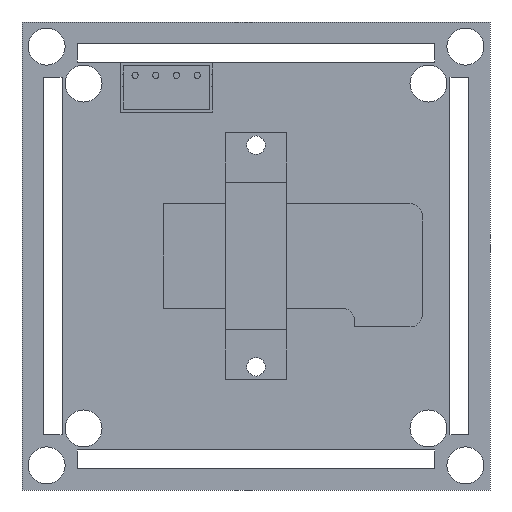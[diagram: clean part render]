
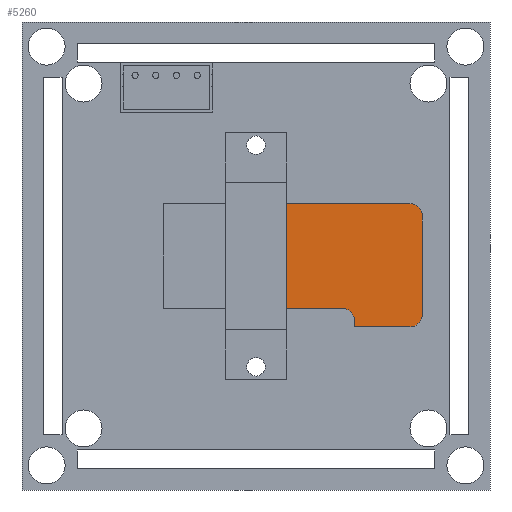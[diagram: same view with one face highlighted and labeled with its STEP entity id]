
A CAD part, front view. The second image highlights one B-rep face of the part: STEP entity #5260.
In plain terms, the highlighted planar face has unit normal (0, -1, 0).
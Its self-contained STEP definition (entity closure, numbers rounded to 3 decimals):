
#14 = EDGE_CURVE ( 'NONE', #194, #3649, #5257, .T. ) ;
#67 = ORIENTED_EDGE ( 'NONE', *, *, #14, .T. ) ;
#194 = VERTEX_POINT ( 'NONE', #228 ) ;
#219 = DIRECTION ( 'NONE',  ( 0., 1., 0. ) ) ;
#225 = CARTESIAN_POINT ( 'NONE',  ( 0., -2., 0. ) ) ;
#228 = CARTESIAN_POINT ( 'NONE',  ( 8., -2., -5.25 ) ) ;
#380 = CARTESIAN_POINT ( 'NONE',  ( 13.5, -2., 4.25 ) ) ;
#420 = DIRECTION ( 'NONE',  ( 0., 0., 1. ) ) ;
#574 = CARTESIAN_POINT ( 'NONE',  ( 13.5, -2., 3.25 ) ) ;
#687 = VECTOR ( 'NONE', #2179, 1000. ) ;
#692 = CIRCLE ( 'NONE', #1436, 1. ) ;
#722 = VECTOR ( 'NONE', #757, 1000. ) ;
#744 = EDGE_CURVE ( 'NONE', #3739, #3002, #1835, .T. ) ;
#757 = DIRECTION ( 'NONE',  ( 1., 0., 0. ) ) ;
#806 = LINE ( 'NONE', #2454, #687 ) ;
#880 = VERTEX_POINT ( 'NONE', #4385 ) ;
#953 = EDGE_CURVE ( 'NONE', #880, #3060, #1945, .T. ) ;
#967 = CARTESIAN_POINT ( 'NONE',  ( 12.5, -2., -4.75 ) ) ;
#1030 = CARTESIAN_POINT ( 'NONE',  ( 2.5, -2., 4.25 ) ) ;
#1031 = EDGE_CURVE ( 'NONE', #3002, #4229, #4080, .T. ) ;
#1077 = EDGE_CURVE ( 'NONE', #4229, #3060, #1324, .T. ) ;
#1110 = CARTESIAN_POINT ( 'NONE',  ( 12.5, -2., -5.75 ) ) ;
#1113 = CARTESIAN_POINT ( 'NONE',  ( 2.5, -2., 6. ) ) ;
#1258 = VECTOR ( 'NONE', #3562, 1000. ) ;
#1307 = ORIENTED_EDGE ( 'NONE', *, *, #1031, .T. ) ;
#1324 = LINE ( 'NONE', #380, #2526 ) ;
#1436 = AXIS2_PLACEMENT_3D ( 'NONE', #967, #3051, #3011 ) ;
#1527 = VECTOR ( 'NONE', #5023, 1000. ) ;
#1531 = ORIENTED_EDGE ( 'NONE', *, *, #1077, .T. ) ;
#1534 = AXIS2_PLACEMENT_3D ( 'NONE', #3219, #4928, #420 ) ;
#1545 = CARTESIAN_POINT ( 'NONE',  ( 8., -2., -5.75 ) ) ;
#1695 = EDGE_CURVE ( 'NONE', #1969, #3739, #692, .T. ) ;
#1789 = LINE ( 'NONE', #3197, #722 ) ;
#1835 = LINE ( 'NONE', #2961, #2659 ) ;
#1873 = DIRECTION ( 'NONE',  ( 0., 0., 1. ) ) ;
#1945 = LINE ( 'NONE', #1113, #1258 ) ;
#1965 = EDGE_CURVE ( 'NONE', #3649, #1969, #1789, .T. ) ;
#1969 = VERTEX_POINT ( 'NONE', #1110 ) ;
#2091 = ORIENTED_EDGE ( 'NONE', *, *, #3491, .T. ) ;
#2172 = VERTEX_POINT ( 'NONE', #4631 ) ;
#2179 = DIRECTION ( 'NONE',  ( 1., 0., 0. ) ) ;
#2232 = DIRECTION ( 'NONE',  ( 0., 0., 1. ) ) ;
#2361 = ORIENTED_EDGE ( 'NONE', *, *, #744, .T. ) ;
#2422 = ORIENTED_EDGE ( 'NONE', *, *, #1965, .T. ) ;
#2439 = ORIENTED_EDGE ( 'NONE', *, *, #953, .F. ) ;
#2454 = CARTESIAN_POINT ( 'NONE',  ( 13.5, -2., -4.25 ) ) ;
#2526 = VECTOR ( 'NONE', #4460, 1000. ) ;
#2638 = CIRCLE ( 'NONE', #3429, 1. ) ;
#2650 = CARTESIAN_POINT ( 'NONE',  ( 7., -2., -5.25 ) ) ;
#2659 = VECTOR ( 'NONE', #3395, 1000. ) ;
#2674 = PLANE ( 'NONE',  #3753 ) ;
#2855 = FACE_OUTER_BOUND ( 'NONE', #3404, .T. ) ;
#2932 = CARTESIAN_POINT ( 'NONE',  ( 8., -2., 4.25 ) ) ;
#2961 = CARTESIAN_POINT ( 'NONE',  ( 13.5, -2., 4.25 ) ) ;
#3002 = VERTEX_POINT ( 'NONE', #574 ) ;
#3011 = DIRECTION ( 'NONE',  ( 0., 0., 1. ) ) ;
#3051 = DIRECTION ( 'NONE',  ( 0., -1., 0. ) ) ;
#3060 = VERTEX_POINT ( 'NONE', #1030 ) ;
#3197 = CARTESIAN_POINT ( 'NONE',  ( 13.5, -2., -5.75 ) ) ;
#3219 = CARTESIAN_POINT ( 'NONE',  ( 12.5, -2., 3.25 ) ) ;
#3349 = ORIENTED_EDGE ( 'NONE', *, *, #4029, .T. ) ;
#3395 = DIRECTION ( 'NONE',  ( 0., 0., 1. ) ) ;
#3404 = EDGE_LOOP ( 'NONE', ( #2439, #2091, #3349, #67, #2422, #4973, #2361, #1307, #1531 ) ) ;
#3429 = AXIS2_PLACEMENT_3D ( 'NONE', #2650, #219, #2232 ) ;
#3491 = EDGE_CURVE ( 'NONE', #880, #2172, #806, .T. ) ;
#3562 = DIRECTION ( 'NONE',  ( 0., 0., 1. ) ) ;
#3649 = VERTEX_POINT ( 'NONE', #1545 ) ;
#3739 = VERTEX_POINT ( 'NONE', #4480 ) ;
#3753 = AXIS2_PLACEMENT_3D ( 'NONE', #225, #4284, #1873 ) ;
#4029 = EDGE_CURVE ( 'NONE', #2172, #194, #2638, .T. ) ;
#4080 = CIRCLE ( 'NONE', #1534, 1. ) ;
#4229 = VERTEX_POINT ( 'NONE', #4870 ) ;
#4284 = DIRECTION ( 'NONE',  ( 0., 1., 0. ) ) ;
#4385 = CARTESIAN_POINT ( 'NONE',  ( 2.5, -2., -4.25 ) ) ;
#4460 = DIRECTION ( 'NONE',  ( -1., 0., 0. ) ) ;
#4480 = CARTESIAN_POINT ( 'NONE',  ( 13.5, -2., -4.75 ) ) ;
#4631 = CARTESIAN_POINT ( 'NONE',  ( 7., -2., -4.25 ) ) ;
#4870 = CARTESIAN_POINT ( 'NONE',  ( 12.5, -2., 4.25 ) ) ;
#4928 = DIRECTION ( 'NONE',  ( 0., -1., 0. ) ) ;
#4973 = ORIENTED_EDGE ( 'NONE', *, *, #1695, .T. ) ;
#5023 = DIRECTION ( 'NONE',  ( 0., 0., -1. ) ) ;
#5257 = LINE ( 'NONE', #2932, #1527 ) ;
#5260 = ADVANCED_FACE ( 'NONE', ( #2855 ), #2674, .F. ) ;
